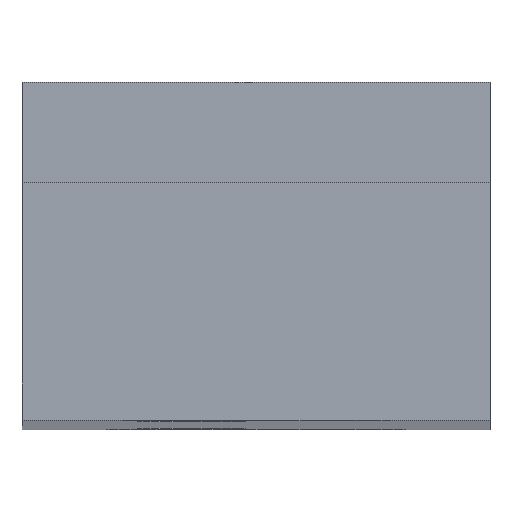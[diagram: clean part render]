
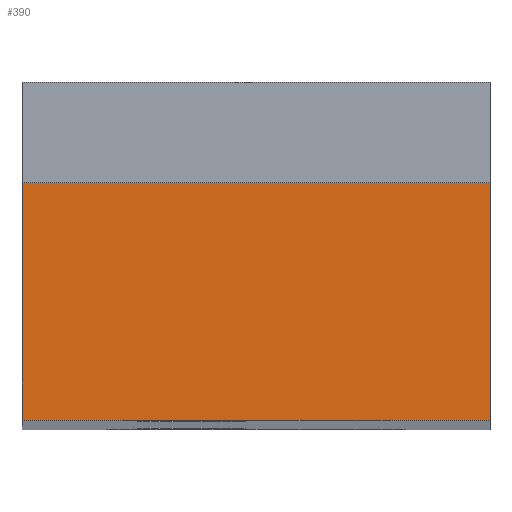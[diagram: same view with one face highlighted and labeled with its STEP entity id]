
A CAD part, top view. The second image highlights one B-rep face of the part: STEP entity #390.
In plain terms, the highlighted planar face has unit normal (0, 0, 1).
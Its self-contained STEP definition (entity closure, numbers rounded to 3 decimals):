
#34=PLANE('',#432);
#48=FACE_OUTER_BOUND('',#72,.T.);
#72=EDGE_LOOP('',(#295,#296,#297,#298));
#104=LINE('',#595,#138);
#114=LINE('',#620,#148);
#115=LINE('',#622,#149);
#116=LINE('',#623,#150);
#138=VECTOR('',#480,6.9);
#148=VECTOR('',#500,3.);
#149=VECTOR('',#501,6.9);
#150=VECTOR('',#502,10.);
#192=VERTEX_POINT('',#592);
#193=VERTEX_POINT('',#594);
#203=VERTEX_POINT('',#619);
#204=VERTEX_POINT('',#621);
#228=EDGE_CURVE('',#192,#193,#104,.T.);
#240=EDGE_CURVE('',#192,#203,#114,.T.);
#241=EDGE_CURVE('',#204,#203,#115,.T.);
#242=EDGE_CURVE('',#204,#193,#116,.T.);
#295=ORIENTED_EDGE('',*,*,#240,.T.);
#296=ORIENTED_EDGE('',*,*,#241,.F.);
#297=ORIENTED_EDGE('',*,*,#242,.T.);
#298=ORIENTED_EDGE('',*,*,#228,.F.);
#390=ADVANCED_FACE('',(#48),#34,.F.);
#432=AXIS2_PLACEMENT_3D('',#618,#498,#499);
#480=DIRECTION('',(1.,0.,0.));
#498=DIRECTION('center_axis',(0.,0.,
-1.));
#499=DIRECTION('ref_axis',(-1.,0.,0.));
#500=DIRECTION('',(0.,-1.,0.));
#501=DIRECTION('',(-1.,0.,0.));
#502=DIRECTION('',(0.,1.,0.));
#592=CARTESIAN_POINT('',(-16.606,30.402,-21.336));
#594=CARTESIAN_POINT('',(-9.706,30.402,-21.336));
#595=CARTESIAN_POINT('',(-16.606,30.402,-21.336));
#618=CARTESIAN_POINT('Origin',(-9.706,32.902,-21.336));
#619=CARTESIAN_POINT('',(-16.606,26.902,-21.336));
#620=CARTESIAN_POINT('',(-16.606,29.902,-21.336));
#621=CARTESIAN_POINT('',(-9.706,26.902,-21.336));
#622=CARTESIAN_POINT('',(-9.706,26.902,-21.336));
#623=CARTESIAN_POINT('',(-9.706,29.902,-21.336));
